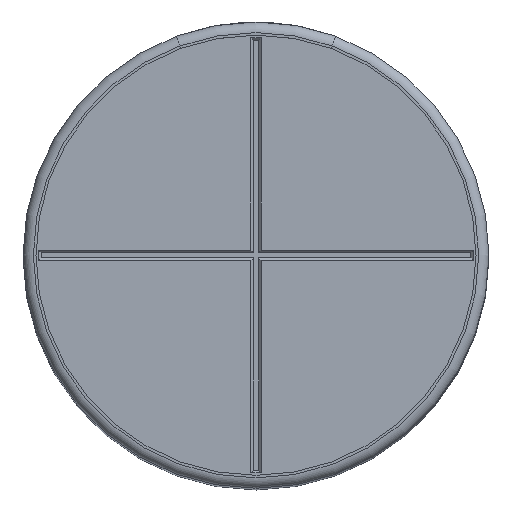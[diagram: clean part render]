
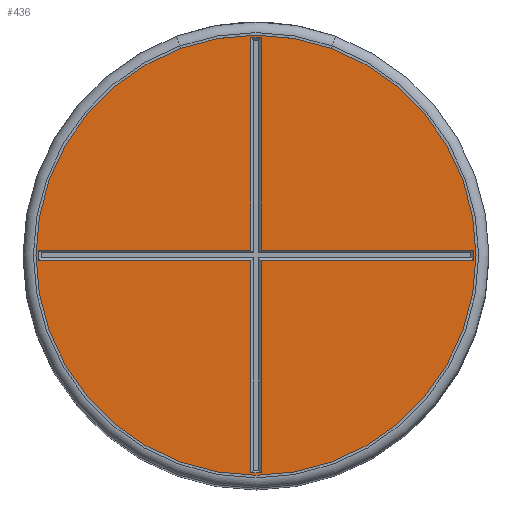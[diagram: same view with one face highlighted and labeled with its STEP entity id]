
A CAD part, top view. The second image highlights one B-rep face of the part: STEP entity #436.
In plain terms, the highlighted planar face has unit normal (0, 0, 1).
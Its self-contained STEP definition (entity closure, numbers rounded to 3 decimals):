
#436=ADVANCED_FACE('',(#1000,#1002),#1004,.T.);
#1000=FACE_BOUND('',#1001,.T.);
#1001=EDGE_LOOP('',(#1431));
#1002=FACE_BOUND('',#1003,.T.);
#1003=EDGE_LOOP('',(#1432,#1433,#1434,#1435,#1436,#1437,#1438,#1439,#1440,#1441,
#1442,#1443));
#1004=PLANE('',#1005);
#1005=AXIS2_PLACEMENT_3D('',#1006,#1007,#1008);
#1006=CARTESIAN_POINT('',(0.,0.,39.9));
#1007=DIRECTION('',(0.,0.,1.));
#1008=DIRECTION('',(1.,0.,0.));
#1431=ORIENTED_EDGE('',*,*,#1657,.T.);
#1432=ORIENTED_EDGE('',*,*,#1676,.T.);
#1433=ORIENTED_EDGE('',*,*,#1677,.T.);
#1434=ORIENTED_EDGE('',*,*,#1678,.T.);
#1435=ORIENTED_EDGE('',*,*,#1679,.T.);
#1436=ORIENTED_EDGE('',*,*,#1680,.T.);
#1437=ORIENTED_EDGE('',*,*,#1681,.T.);
#1438=ORIENTED_EDGE('',*,*,#1682,.T.);
#1439=ORIENTED_EDGE('',*,*,#1683,.T.);
#1440=ORIENTED_EDGE('',*,*,#1684,.T.);
#1441=ORIENTED_EDGE('',*,*,#1685,.T.);
#1442=ORIENTED_EDGE('',*,*,#1686,.T.);
#1443=ORIENTED_EDGE('',*,*,#1687,.T.);
#1657=EDGE_CURVE('',#1904,#1904,#1905,.T.);
#1676=EDGE_CURVE('',#1938,#1939,#1940,.F.);
#1677=EDGE_CURVE('',#1939,#1941,#1942,.F.);
#1678=EDGE_CURVE('',#1941,#1943,#1944,.F.);
#1679=EDGE_CURVE('',#1943,#1945,#1946,.F.);
#1680=EDGE_CURVE('',#1945,#1947,#1948,.F.);
#1681=EDGE_CURVE('',#1947,#1949,#1950,.F.);
#1682=EDGE_CURVE('',#1949,#1951,#1952,.F.);
#1683=EDGE_CURVE('',#1951,#1953,#1954,.F.);
#1684=EDGE_CURVE('',#1953,#1955,#1956,.F.);
#1685=EDGE_CURVE('',#1955,#1957,#1958,.F.);
#1686=EDGE_CURVE('',#1957,#1959,#1960,.F.);
#1687=EDGE_CURVE('',#1959,#1938,#1961,.F.);
#1904=VERTEX_POINT('',#2463);
#1905=CIRCLE('',#2464,8.5);
#1938=VERTEX_POINT('',#2544);
#1939=VERTEX_POINT('',#2545);
#1940=LINE('',#2546,#2547);
#1941=VERTEX_POINT('',#2549);
#1942=LINE('',#2550,#2551);
#1943=VERTEX_POINT('',#2553);
#1944=LINE('',#2554,#2555);
#1945=VERTEX_POINT('',#2557);
#1946=LINE('',#2558,#2559);
#1947=VERTEX_POINT('',#2561);
#1948=LINE('',#2562,#2563);
#1949=VERTEX_POINT('',#2565);
#1950=LINE('',#2566,#2567);
#1951=VERTEX_POINT('',#2569);
#1952=LINE('',#2570,#2571);
#1953=VERTEX_POINT('',#2573);
#1954=LINE('',#2574,#2575);
#1955=VERTEX_POINT('',#2577);
#1956=LINE('',#2578,#2579);
#1957=VERTEX_POINT('',#2581);
#1958=LINE('',#2582,#2583);
#1959=VERTEX_POINT('',#2585);
#1960=LINE('',#2586,#2587);
#1961=LINE('',#2589,#2590);
#2463=CARTESIAN_POINT('',(8.5,0.,39.9));
#2464=AXIS2_PLACEMENT_3D('',#2465,#2466,#2467);
#2465=CARTESIAN_POINT('',(0.,0.,39.9));
#2466=DIRECTION('',(0.,0.,1.));
#2467=DIRECTION('',(1.,0.,0.));
#2544=CARTESIAN_POINT('',(-0.2,-0.2,39.9));
#2545=CARTESIAN_POINT('',(-8.4,-0.2,39.9));
#2546=CARTESIAN_POINT('',(-8.4,-0.2,39.9));
#2547=VECTOR('',#2548,1.);
#2548=DIRECTION('',(1.,0.,0.));
#2549=CARTESIAN_POINT('',(-8.4,0.2,39.9));
#2550=CARTESIAN_POINT('',(-8.4,0.2,39.9));
#2551=VECTOR('',#2552,1.);
#2552=DIRECTION('',(0.,-1.,0.));
#2553=CARTESIAN_POINT('',(-0.2,0.2,39.9));
#2554=CARTESIAN_POINT('',(-0.2,0.2,39.9));
#2555=VECTOR('',#2556,1.);
#2556=DIRECTION('',(-1.,0.,0.));
#2557=CARTESIAN_POINT('',(-0.2,8.4,39.9));
#2558=CARTESIAN_POINT('',(-0.2,8.4,39.9));
#2559=VECTOR('',#2560,1.);
#2560=DIRECTION('',(0.,-1.,0.));
#2561=CARTESIAN_POINT('',(0.2,8.4,39.9));
#2562=CARTESIAN_POINT('',(0.2,8.4,39.9));
#2563=VECTOR('',#2564,1.);
#2564=DIRECTION('',(-1.,0.,0.));
#2565=CARTESIAN_POINT('',(0.2,0.2,39.9));
#2566=CARTESIAN_POINT('',(0.2,0.2,39.9));
#2567=VECTOR('',#2568,1.);
#2568=DIRECTION('',(0.,1.,0.));
#2569=CARTESIAN_POINT('',(8.4,0.2,39.9));
#2570=CARTESIAN_POINT('',(8.4,0.2,39.9));
#2571=VECTOR('',#2572,1.);
#2572=DIRECTION('',(-1.,0.,0.));
#2573=CARTESIAN_POINT('',(8.4,-0.2,39.9));
#2574=CARTESIAN_POINT('',(8.4,-0.2,39.9));
#2575=VECTOR('',#2576,1.);
#2576=DIRECTION('',(0.,1.,0.));
#2577=CARTESIAN_POINT('',(0.2,-0.2,39.9));
#2578=CARTESIAN_POINT('',(0.2,-0.2,39.9));
#2579=VECTOR('',#2580,1.);
#2580=DIRECTION('',(1.,0.,0.));
#2581=CARTESIAN_POINT('',(0.2,-8.4,39.9));
#2582=CARTESIAN_POINT('',(0.2,-8.4,39.9));
#2583=VECTOR('',#2584,1.);
#2584=DIRECTION('',(0.,1.,0.));
#2585=CARTESIAN_POINT('',(-0.2,-8.4,39.9));
#2586=CARTESIAN_POINT('',(-0.2,-8.4,39.9));
#2587=VECTOR('',#2588,1.);
#2588=DIRECTION('',(1.,0.,0.));
#2589=CARTESIAN_POINT('',(-0.2,-0.2,39.9));
#2590=VECTOR('',#2591,1.);
#2591=DIRECTION('',(0.,-1.,0.));
